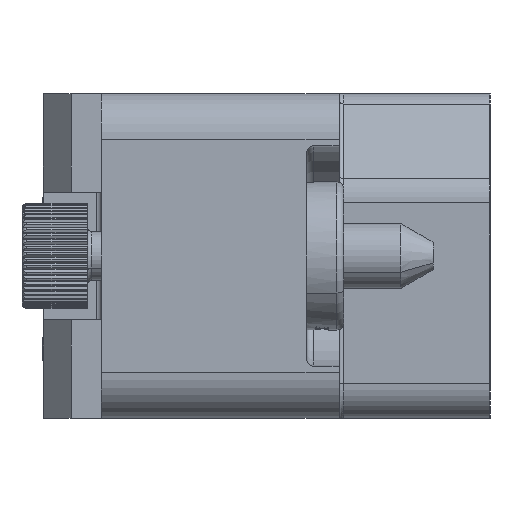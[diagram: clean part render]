
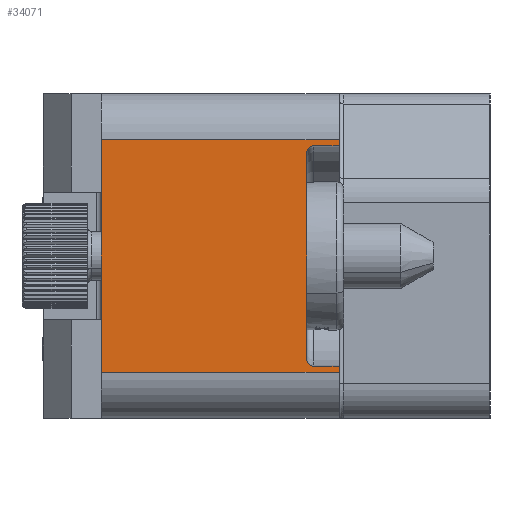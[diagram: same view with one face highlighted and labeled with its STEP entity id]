
A CAD part, left-side view. The second image highlights one B-rep face of the part: STEP entity #34071.
In plain terms, the highlighted planar face has unit normal (-1, 0, 0).
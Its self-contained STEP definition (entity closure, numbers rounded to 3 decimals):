
#3078=DIRECTION('',(0.,1.,0.));
#3079=VECTOR('',#3078,10.25);
#3080=CARTESIAN_POINT('',(-40.,0.,-5.));
#3081=LINE('',#3080,#3079);
#3087=DIRECTION('',(0.,0.,-1.));
#3088=VECTOR('',#3087,10.);
#3089=CARTESIAN_POINT('',(-40.,10.25,5.));
#3090=LINE('',#3089,#3088);
#3140=DIRECTION('',(0.,-1.,0.));
#3141=VECTOR('',#3140,10.25);
#3142=CARTESIAN_POINT('',(-40.,10.25,5.));
#3143=LINE('',#3142,#3141);
#6459=DIRECTION('',(0.,0.,1.));
#6460=VECTOR('',#6459,8.9);
#6461=CARTESIAN_POINT('',(-40.,1.4,-4.45));
#6462=LINE('',#6461,#6460);
#6463=DIRECTION('',(0.,1.,0.));
#6464=VECTOR('',#6463,1.1);
#6465=CARTESIAN_POINT('',(-40.,0.,-4.75));
#6466=LINE('',#6465,#6464);
#6467=DIRECTION('',(0.,0.,-1.));
#6468=VECTOR('',#6467,0.25);
#6469=CARTESIAN_POINT('',(-40.,0.,-4.75));
#6470=LINE('',#6469,#6468);
#6471=DIRECTION('',(0.,0.,-1.));
#6472=VECTOR('',#6471,0.25);
#6473=CARTESIAN_POINT('',(-40.,0.,5.));
#6474=LINE('',#6473,#6472);
#6475=DIRECTION('',(0.,1.,0.));
#6476=VECTOR('',#6475,1.1);
#6477=CARTESIAN_POINT('',(-40.,0.,4.75));
#6478=LINE('',#6477,#6476);
#6502=CARTESIAN_POINT('',(-40.,1.1,-4.45));
#6503=DIRECTION('',(1.,0.,0.));
#6504=DIRECTION('',(0.,0.,-1.));
#6505=AXIS2_PLACEMENT_3D('',#6502,#6503,#6504);
#6526=CARTESIAN_POINT('',(-40.,1.1,4.45));
#6527=DIRECTION('',(1.,0.,0.));
#6528=DIRECTION('',(0.,1.,0.));
#6529=AXIS2_PLACEMENT_3D('',#6526,#6527,#6528);
#25152=CARTESIAN_POINT('',(-40.,0.,5.));
#25153=VERTEX_POINT('',#25152);
#25154=CARTESIAN_POINT('',(-40.,10.25,5.));
#25155=VERTEX_POINT('',#25154);
#25160=CARTESIAN_POINT('',(-40.,10.25,-5.));
#25161=VERTEX_POINT('',#25160);
#25162=CARTESIAN_POINT('',(-40.,0.,-5.));
#25163=VERTEX_POINT('',#25162);
#25172=CARTESIAN_POINT('',(-40.,0.,-4.75));
#25174=VERTEX_POINT('',#25172);
#25178=CARTESIAN_POINT('',(-40.,0.,4.75));
#25179=VERTEX_POINT('',#25178);
#25389=CARTESIAN_POINT('',(-40.,1.4,-4.45));
#25391=VERTEX_POINT('',#25389);
#25393=CARTESIAN_POINT('',(-40.,1.1,-4.75));
#25395=VERTEX_POINT('',#25393);
#25400=CARTESIAN_POINT('',(-40.,1.4,4.45));
#25401=VERTEX_POINT('',#25400);
#25402=CARTESIAN_POINT('',(-40.,1.1,4.75));
#25403=VERTEX_POINT('',#25402);
#34049=CARTESIAN_POINT('',(-40.,0.,7.));
#34050=DIRECTION('',(-1.,0.,0.));
#34051=DIRECTION('',(0.,1.,0.));
#34052=AXIS2_PLACEMENT_3D('',#34049,#34050,#34051);
#34053=PLANE('',#34052);
#34055=ORIENTED_EDGE('',*,*,#34054,.F.);
#34057=ORIENTED_EDGE('',*,*,#34056,.F.);
#34059=ORIENTED_EDGE('',*,*,#34058,.F.);
#34060=ORIENTED_EDGE('',*,*,#30934,.T.);
#34061=ORIENTED_EDGE('',*,*,#30967,.T.);
#34062=ORIENTED_EDGE('',*,*,#30980,.F.);
#34063=ORIENTED_EDGE('',*,*,#31033,.T.);
#34064=ORIENTED_EDGE('',*,*,#30942,.T.);
#34066=ORIENTED_EDGE('',*,*,#34065,.T.);
#34068=ORIENTED_EDGE('',*,*,#34067,.F.);
#34069=EDGE_LOOP('',(#34055,#34057,#34059,#34060,#34061,#34062,#34063,#34064,
#34066,#34068));
#34070=FACE_OUTER_BOUND('',#34069,.F.);
#34071=ADVANCED_FACE('',(#34070),#34053,.T.);
#6506=CIRCLE('',#6505,0.3);
#6530=CIRCLE('',#6529,0.3);
#30934=EDGE_CURVE('',#25174,#25163,#6470,.T.);
#30942=EDGE_CURVE('',#25153,#25179,#6474,.T.);
#30967=EDGE_CURVE('',#25163,#25161,#3081,.T.);
#30980=EDGE_CURVE('',#25155,#25161,#3090,.T.);
#31033=EDGE_CURVE('',#25155,#25153,#3143,.T.);
#34054=EDGE_CURVE('',#25391,#25401,#6462,.T.);
#34056=EDGE_CURVE('',#25395,#25391,#6506,.T.);
#34058=EDGE_CURVE('',#25174,#25395,#6466,.T.);
#34065=EDGE_CURVE('',#25179,#25403,#6478,.T.);
#34067=EDGE_CURVE('',#25401,#25403,#6530,.T.);
